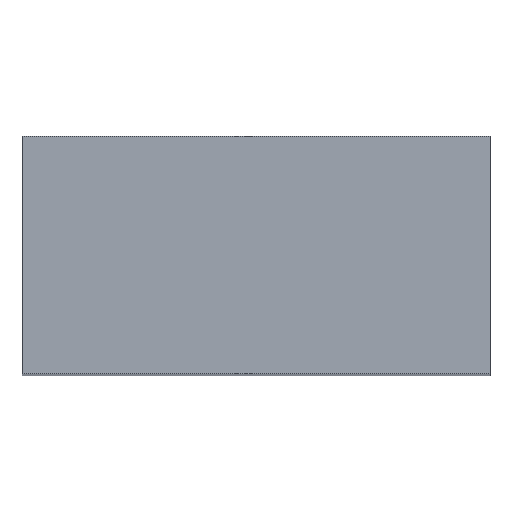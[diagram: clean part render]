
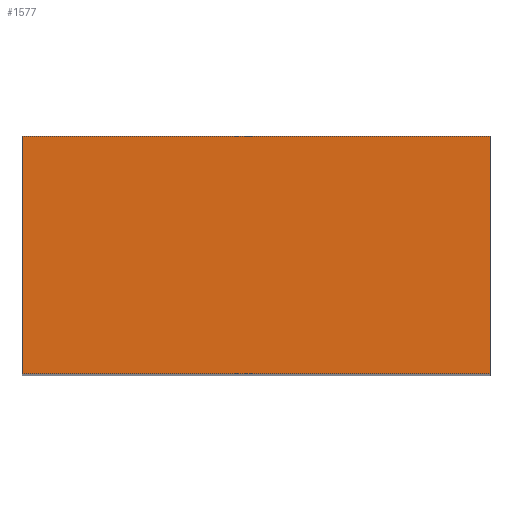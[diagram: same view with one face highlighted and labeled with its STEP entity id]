
A CAD part, top view. The second image highlights one B-rep face of the part: STEP entity #1577.
In plain terms, the highlighted planar face has unit normal (0, 0, 1).
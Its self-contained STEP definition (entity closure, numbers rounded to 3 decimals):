
#120 = ORIENTED_EDGE ( 'NONE', *, *, #399, .T. ) ;
#166 = CARTESIAN_POINT ( 'NONE',  ( 32.5, 30., 90. ) ) ;
#178 = EDGE_CURVE ( 'NONE', #1498, #621, #2834, .T. ) ;
#276 = CARTESIAN_POINT ( 'NONE',  ( -32.5, -3., 90. ) ) ;
#399 = EDGE_CURVE ( 'NONE', #2323, #621, #2529, .T. ) ;
#533 = CARTESIAN_POINT ( 'NONE',  ( 32.5, 30., 90. ) ) ;
#598 = ORIENTED_EDGE ( 'NONE', *, *, #897, .F. ) ;
#621 = VERTEX_POINT ( 'NONE', #276 ) ;
#634 = CARTESIAN_POINT ( 'NONE',  ( -32.5, 30., 90. ) ) ;
#759 = DIRECTION ( 'NONE',  ( -1., 0., 0. ) ) ;
#897 = EDGE_CURVE ( 'NONE', #2820, #1498, #963, .T. ) ;
#963 = LINE ( 'NONE', #533, #1564 ) ;
#1114 = PLANE ( 'NONE',  #1304 ) ;
#1142 = ORIENTED_EDGE ( 'NONE', *, *, #2887, .F. ) ;
#1148 = DIRECTION ( 'NONE',  ( 0., 0., -1. ) ) ;
#1250 = CARTESIAN_POINT ( 'NONE',  ( 32.5, -3., 90. ) ) ;
#1304 = AXIS2_PLACEMENT_3D ( 'NONE', #634, #1148, #1310 ) ;
#1310 = DIRECTION ( 'NONE',  ( -1., 0., 0. ) ) ;
#1498 = VERTEX_POINT ( 'NONE', #1250 ) ;
#1537 = LINE ( 'NONE', #2029, #1945 ) ;
#1564 = VECTOR ( 'NONE', #2103, 1000. ) ;
#1577 = ADVANCED_FACE ( 'NONE', ( #1824 ), #1114, .F. ) ;
#1610 = DIRECTION ( 'NONE',  ( 0., -1., 0. ) ) ;
#1683 = EDGE_LOOP ( 'NONE', ( #120, #1935, #598, #1142 ) ) ;
#1805 = CARTESIAN_POINT ( 'NONE',  ( -32.5, 30., 90. ) ) ;
#1824 = FACE_OUTER_BOUND ( 'NONE', #1683, .T. ) ;
#1901 = VECTOR ( 'NONE', #1610, 1000. ) ;
#1935 = ORIENTED_EDGE ( 'NONE', *, *, #178, .F. ) ;
#1945 = VECTOR ( 'NONE', #2002, 1000. ) ;
#1951 = CARTESIAN_POINT ( 'NONE',  ( -32.5, 30., 90. ) ) ;
#2002 = DIRECTION ( 'NONE',  ( 1., 0., 0. ) ) ;
#2029 = CARTESIAN_POINT ( 'NONE',  ( -32.5, 30., 90. ) ) ;
#2103 = DIRECTION ( 'NONE',  ( 0., -1., 0. ) ) ;
#2156 = CARTESIAN_POINT ( 'NONE',  ( 0., -3., 90. ) ) ;
#2323 = VERTEX_POINT ( 'NONE', #1951 ) ;
#2529 = LINE ( 'NONE', #1805, #1901 ) ;
#2662 = VECTOR ( 'NONE', #759, 1000. ) ;
#2820 = VERTEX_POINT ( 'NONE', #166 ) ;
#2834 = LINE ( 'NONE', #2156, #2662 ) ;
#2887 = EDGE_CURVE ( 'NONE', #2323, #2820, #1537, .T. ) ;
